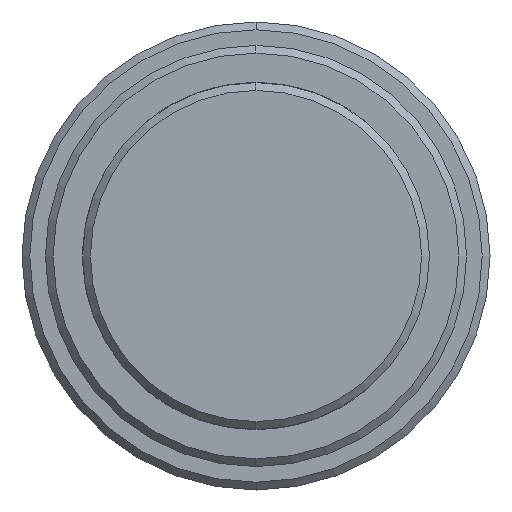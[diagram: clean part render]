
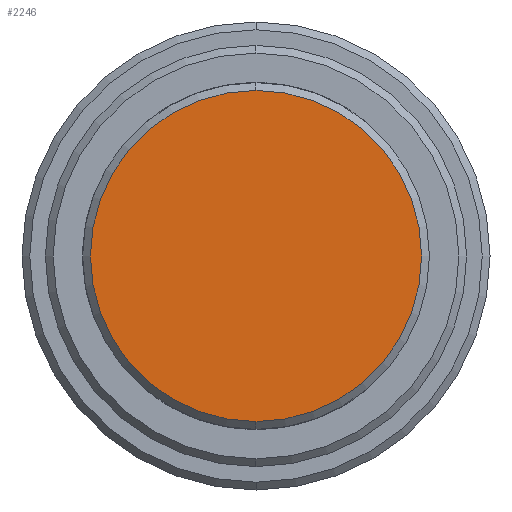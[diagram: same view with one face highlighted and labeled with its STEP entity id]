
A CAD part, left-side view. The second image highlights one B-rep face of the part: STEP entity #2246.
In plain terms, the highlighted planar face has unit normal (-1, 0, 0).
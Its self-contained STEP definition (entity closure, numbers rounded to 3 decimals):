
#184 = ORIENTED_EDGE ( 'NONE', *, *, #776, .T. ) ;
#302 = FACE_OUTER_BOUND ( 'NONE', #2509, .T. ) ;
#493 = ORIENTED_EDGE ( 'NONE', *, *, #694, .T. ) ;
#694 = EDGE_CURVE ( 'NONE', #1133, #739, #2137, .T. ) ;
#739 = VERTEX_POINT ( 'NONE', #1498 ) ;
#744 = DIRECTION ( 'NONE',  ( -1., 0., 0. ) ) ;
#776 = EDGE_CURVE ( 'NONE', #739, #1133, #1121, .T. ) ;
#801 = AXIS2_PLACEMENT_3D ( 'NONE', #952, #744, #1208 ) ;
#937 = CARTESIAN_POINT ( 'NONE',  ( 0., 0., 0. ) ) ;
#952 = CARTESIAN_POINT ( 'NONE',  ( 0., 0., 0. ) ) ;
#1120 = CARTESIAN_POINT ( 'NONE',  ( 0., 0., -21.225 ) ) ;
#1121 = CIRCLE ( 'NONE', #1678, 21.225 ) ;
#1133 = VERTEX_POINT ( 'NONE', #1120 ) ;
#1208 = DIRECTION ( 'NONE',  ( 0., 0., -1. ) ) ;
#1498 = CARTESIAN_POINT ( 'NONE',  ( 0., 0., 21.225 ) ) ;
#1678 = AXIS2_PLACEMENT_3D ( 'NONE', #2240, #2258, #2711 ) ;
#2087 = PLANE ( 'NONE',  #2380 ) ;
#2137 = CIRCLE ( 'NONE', #801, 21.225 ) ;
#2240 = CARTESIAN_POINT ( 'NONE',  ( 0., 0., 0. ) ) ;
#2246 = ADVANCED_FACE ( 'NONE', ( #302 ), #2087, .F. ) ;
#2258 = DIRECTION ( 'NONE',  ( -1., 0., 0. ) ) ;
#2279 = DIRECTION ( 'NONE',  ( 1., 0., 0. ) ) ;
#2380 = AXIS2_PLACEMENT_3D ( 'NONE', #937, #2279, #2503 ) ;
#2503 = DIRECTION ( 'NONE',  ( 0., 0., -1. ) ) ;
#2509 = EDGE_LOOP ( 'NONE', ( #493, #184 ) ) ;
#2711 = DIRECTION ( 'NONE',  ( 0., 0., -1. ) ) ;
